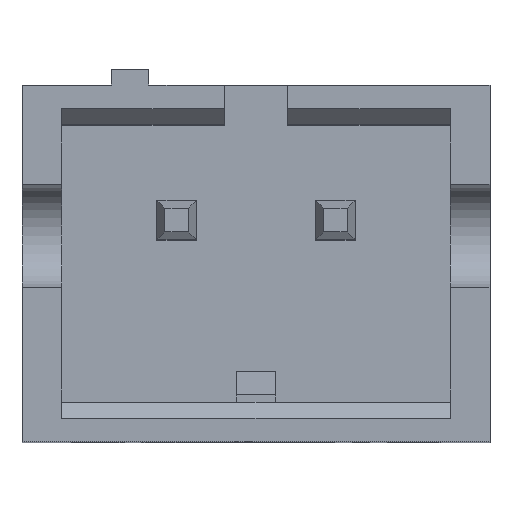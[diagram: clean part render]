
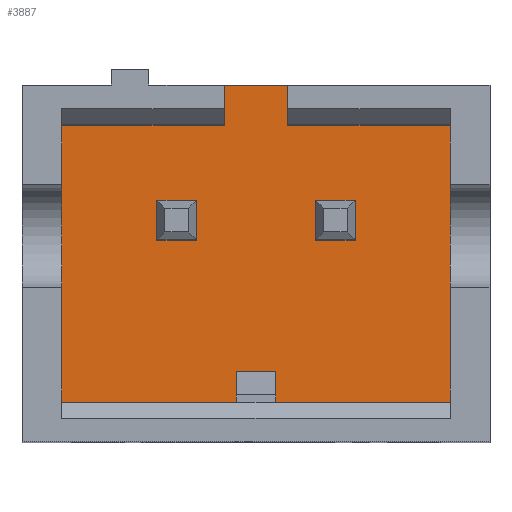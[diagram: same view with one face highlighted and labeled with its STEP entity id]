
A CAD part, top view. The second image highlights one B-rep face of the part: STEP entity #3887.
In plain terms, the highlighted planar face has unit normal (0, 0, 1).
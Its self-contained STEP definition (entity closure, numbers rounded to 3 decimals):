
#41=FACE_BOUND('',#416,.T.);
#42=FACE_BOUND('',#417,.T.);
#200=FACE_OUTER_BOUND('',#415,.T.);
#415=EDGE_LOOP('',(#3146,#3147,#3148,#3149,#3150,#3151,#3152,#3153,#3154,
#3155,#3156,#3157));
#416=EDGE_LOOP('',(#3158,#3159,#3160,#3161));
#417=EDGE_LOOP('',(#3162,#3163,#3164,#3165));
#740=LINE('',#5633,#1246);
#760=LINE('',#5673,#1266);
#764=LINE('',#5680,#1270);
#765=LINE('',#5683,#1271);
#769=LINE('',#5691,#1275);
#773=LINE('',#5698,#1279);
#799=LINE('',#5751,#1305);
#803=LINE('',#5759,#1309);
#805=LINE('',#5763,#1311);
#814=LINE('',#5780,#1320);
#881=LINE('',#5919,#1387);
#883=LINE('',#5923,#1389);
#890=LINE('',#5939,#1396);
#891=LINE('',#5941,#1397);
#892=LINE('',#5943,#1398);
#893=LINE('',#5944,#1399);
#894=LINE('',#5947,#1400);
#895=LINE('',#5949,#1401);
#896=LINE('',#5951,#1402);
#897=LINE('',#5952,#1403);
#1246=VECTOR('',#4629,0.8);
#1266=VECTOR('',#4653,0.5);
#1270=VECTOR('',#4659,0.4);
#1271=VECTOR('',#4662,0.4);
#1275=VECTOR('',#4670,2.199);
#1279=VECTOR('',#4674,2.201);
#1305=VECTOR('',#4716,0.5);
#1309=VECTOR('',#4722,0.5);
#1311=VECTOR('',#4726,2.05);
#1320=VECTOR('',#4737,2.05);
#1387=VECTOR('',#4874,3.5);
#1389=VECTOR('',#4880,3.5);
#1396=VECTOR('',#4895,0.5);
#1397=VECTOR('',#4896,0.5);
#1398=VECTOR('',#4897,0.5);
#1399=VECTOR('',#4898,0.5);
#1400=VECTOR('',#4899,0.5);
#1401=VECTOR('',#4900,0.5);
#1402=VECTOR('',#4901,0.5);
#1403=VECTOR('',#4902,0.5);
#1664=VERTEX_POINT('',#5630);
#1665=VERTEX_POINT('',#5632);
#1682=VERTEX_POINT('',#5670);
#1683=VERTEX_POINT('',#5672);
#1685=VERTEX_POINT('',#5678);
#1686=VERTEX_POINT('',#5682);
#1688=VERTEX_POINT('',#5690);
#1691=VERTEX_POINT('',#5696);
#1710=VERTEX_POINT('',#5749);
#1713=VERTEX_POINT('',#5758);
#1714=VERTEX_POINT('',#5762);
#1721=VERTEX_POINT('',#5778);
#1762=VERTEX_POINT('',#5937);
#1763=VERTEX_POINT('',#5938);
#1764=VERTEX_POINT('',#5940);
#1765=VERTEX_POINT('',#5942);
#1766=VERTEX_POINT('',#5945);
#1767=VERTEX_POINT('',#5946);
#1768=VERTEX_POINT('',#5948);
#1769=VERTEX_POINT('',#5950);
#2087=EDGE_CURVE('',#1664,#1665,#740,.T.);
#2107=EDGE_CURVE('',#1683,#1682,#760,.T.);
#2111=EDGE_CURVE('',#1682,#1685,#764,.T.);
#2112=EDGE_CURVE('',#1686,#1683,#765,.T.);
#2116=EDGE_CURVE('',#1688,#1686,#769,.T.);
#2120=EDGE_CURVE('',#1685,#1691,#773,.T.);
#2146=EDGE_CURVE('',#1664,#1710,#799,.T.);
#2150=EDGE_CURVE('',#1665,#1713,#803,.T.);
#2152=EDGE_CURVE('',#1714,#1713,#805,.T.);
#2161=EDGE_CURVE('',#1710,#1721,#814,.T.);
#2232=EDGE_CURVE('',#1721,#1688,#881,.T.);
#2234=EDGE_CURVE('',#1691,#1714,#883,.T.);
#2241=EDGE_CURVE('',#1762,#1763,#890,.T.);
#2242=EDGE_CURVE('',#1764,#1762,#891,.T.);
#2243=EDGE_CURVE('',#1765,#1764,#892,.T.);
#2244=EDGE_CURVE('',#1763,#1765,#893,.T.);
#2245=EDGE_CURVE('',#1766,#1767,#894,.T.);
#2246=EDGE_CURVE('',#1768,#1766,#895,.T.);
#2247=EDGE_CURVE('',#1769,#1768,#896,.T.);
#2248=EDGE_CURVE('',#1767,#1769,#897,.T.);
#3146=ORIENTED_EDGE('',*,*,#2111,.T.);
#3147=ORIENTED_EDGE('',*,*,#2120,.T.);
#3148=ORIENTED_EDGE('',*,*,#2234,.T.);
#3149=ORIENTED_EDGE('',*,*,#2152,.T.);
#3150=ORIENTED_EDGE('',*,*,#2150,.F.);
#3151=ORIENTED_EDGE('',*,*,#2087,.F.);
#3152=ORIENTED_EDGE('',*,*,#2146,.T.);
#3153=ORIENTED_EDGE('',*,*,#2161,.T.);
#3154=ORIENTED_EDGE('',*,*,#2232,.T.);
#3155=ORIENTED_EDGE('',*,*,#2116,.T.);
#3156=ORIENTED_EDGE('',*,*,#2112,.T.);
#3157=ORIENTED_EDGE('',*,*,#2107,.T.);
#3158=ORIENTED_EDGE('',*,*,#2241,.F.);
#3159=ORIENTED_EDGE('',*,*,#2242,.F.);
#3160=ORIENTED_EDGE('',*,*,#2243,.F.);
#3161=ORIENTED_EDGE('',*,*,#2244,.F.);
#3162=ORIENTED_EDGE('',*,*,#2245,.F.);
#3163=ORIENTED_EDGE('',*,*,#2246,.F.);
#3164=ORIENTED_EDGE('',*,*,#2247,.F.);
#3165=ORIENTED_EDGE('',*,*,#2248,.F.);
#3492=PLANE('',#4092);
#3887=ADVANCED_FACE('',(#200,#41,#42),#3492,.T.);
#4092=AXIS2_PLACEMENT_3D('',#5936,#4893,#4894);
#4629=DIRECTION('',(1.,0.,0.));
#4653=DIRECTION('',(1.,0.,0.));
#4659=DIRECTION('',(0.,-1.,0.));
#4662=DIRECTION('',(0.,1.,0.));
#4670=DIRECTION('',(1.,0.,0.));
#4674=DIRECTION('',(1.,0.,0.));
#4716=DIRECTION('',(0.,-1.,0.));
#4722=DIRECTION('',(0.,-1.,0.));
#4726=DIRECTION('',(-1.,0.,0.));
#4737=DIRECTION('',(-1.,0.,0.));
#4874=DIRECTION('',(0.,-1.,0.));
#4880=DIRECTION('',(0.,1.,0.));
#4893=DIRECTION('center_axis',(0.,0.,1.));
#4894=DIRECTION('ref_axis',(1.,0.,0.));
#4895=DIRECTION('',(0.,1.,0.));
#4896=DIRECTION('',(1.,0.,0.));
#4897=DIRECTION('',(0.,-1.,0.));
#4898=DIRECTION('',(-1.,0.,0.));
#4899=DIRECTION('',(0.,1.,0.));
#4900=DIRECTION('',(1.,0.,0.));
#4901=DIRECTION('',(0.,-1.,0.));
#4902=DIRECTION('',(-1.,0.,0.));
#5630=CARTESIAN_POINT('',(-0.4,1.7,1.45));
#5632=CARTESIAN_POINT('',(0.4,1.7,1.45));
#5633=CARTESIAN_POINT('',(1.275,1.7,1.45));
#5670=CARTESIAN_POINT('',(0.249,-1.9,1.45));
#5672=CARTESIAN_POINT('',(-0.251,-1.9,1.45));
#5673=CARTESIAN_POINT('',(0.,-1.9,1.45));
#5678=CARTESIAN_POINT('',(0.249,-2.3,1.45));
#5680=CARTESIAN_POINT('',(0.249,-1.425,1.45));
#5682=CARTESIAN_POINT('',(-0.251,-2.3,1.45));
#5683=CARTESIAN_POINT('',(-0.251,-1.425,1.45));
#5690=CARTESIAN_POINT('',(-2.45,-2.3,1.45));
#5691=CARTESIAN_POINT('',(-1.225,-2.3,1.45));
#5696=CARTESIAN_POINT('',(2.45,-2.3,1.45));
#5698=CARTESIAN_POINT('',(-1.225,-2.3,1.45));
#5749=CARTESIAN_POINT('',(-0.4,1.2,1.45));
#5751=CARTESIAN_POINT('',(-0.4,1.7,1.45));
#5758=CARTESIAN_POINT('',(0.4,1.2,1.45));
#5759=CARTESIAN_POINT('',(0.4,1.7,1.45));
#5762=CARTESIAN_POINT('',(2.45,1.2,1.45));
#5763=CARTESIAN_POINT('',(1.225,1.2,1.45));
#5778=CARTESIAN_POINT('',(-2.45,1.2,1.45));
#5780=CARTESIAN_POINT('',(1.225,1.2,1.45));
#5919=CARTESIAN_POINT('',(-2.45,0.325,1.45));
#5923=CARTESIAN_POINT('',(2.45,-1.425,1.45));
#5936=CARTESIAN_POINT('Origin',(0.,-0.55,1.45));
#5937=CARTESIAN_POINT('',(-0.75,-0.25,1.45));
#5938=CARTESIAN_POINT('',(-0.75,0.25,1.45));
#5939=CARTESIAN_POINT('',(-0.75,-0.4,1.45));
#5940=CARTESIAN_POINT('',(-1.25,-0.25,1.45));
#5941=CARTESIAN_POINT('',(-0.625,-0.25,1.45));
#5942=CARTESIAN_POINT('',(-1.25,0.25,1.45));
#5943=CARTESIAN_POINT('',(-1.25,-0.15,1.45));
#5944=CARTESIAN_POINT('',(-0.375,0.25,1.45));
#5945=CARTESIAN_POINT('',(1.25,-0.25,1.45));
#5946=CARTESIAN_POINT('',(1.25,0.25,1.45));
#5947=CARTESIAN_POINT('',(1.25,-0.4,1.45));
#5948=CARTESIAN_POINT('',(0.75,-0.25,1.45));
#5949=CARTESIAN_POINT('',(0.375,-0.25,1.45));
#5950=CARTESIAN_POINT('',(0.75,0.25,1.45));
#5951=CARTESIAN_POINT('',(0.75,-0.15,1.45));
#5952=CARTESIAN_POINT('',(0.625,0.25,1.45));
